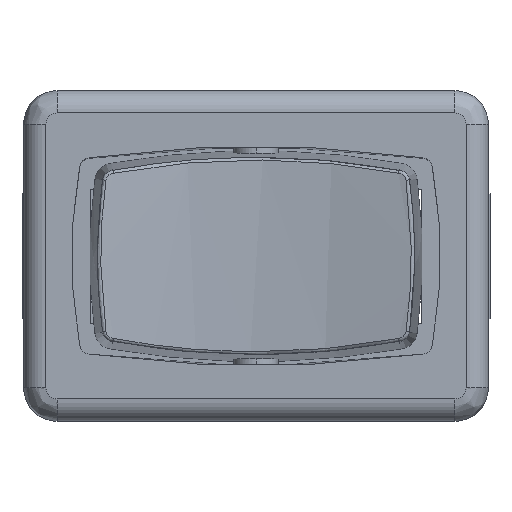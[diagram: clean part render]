
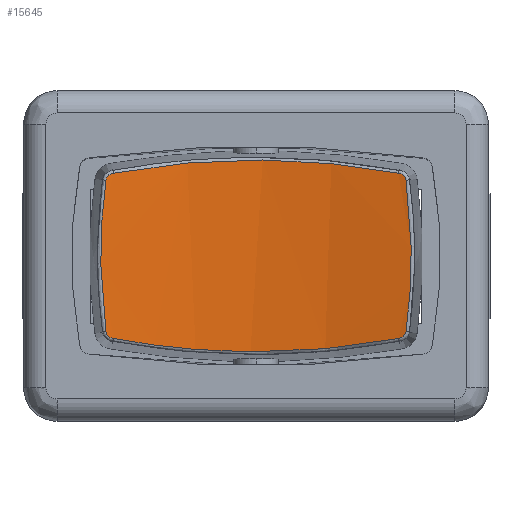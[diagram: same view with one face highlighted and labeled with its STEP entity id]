
A CAD part, top view. The second image highlights one B-rep face of the part: STEP entity #15645.
In plain terms, the highlighted cylindrical face has radius 25.996 mm (diameter 51.992 mm), a partial arc.
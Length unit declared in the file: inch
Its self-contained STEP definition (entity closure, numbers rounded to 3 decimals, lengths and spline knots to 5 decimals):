
#1011=FACE_OUTER_BOUND('',#1893,.T.);
#1893=EDGE_LOOP('',(#11088,#11089,#11090,#11091,#11092,#11093,#11094,#11095));
#2910=B_SPLINE_CURVE_WITH_KNOTS('',3,(#20716,#20717,#20718,#20719,#20720,
#20721,#20722,#20723,#20724,#20725),.UNSPECIFIED.,.F.,.F.,(4,3,3,4),(0.,
0.24966,0.49931,0.67668),.UNSPECIFIED.);
#2912=B_SPLINE_CURVE_WITH_KNOTS('',3,(#20773,#20774,#20775,#20776,#20777),
 .UNSPECIFIED.,.F.,.F.,(4,1,4),(-0.28373,-0.258,-0.23228),
 .UNSPECIFIED.);
#2914=B_SPLINE_CURVE_WITH_KNOTS('',3,(#20809,#20810,#20811,#20812,#20813),
 .UNSPECIFIED.,.F.,.F.,(4,1,4),(0.09322,0.64981,1.39192),
 .UNSPECIFIED.);
#2917=B_SPLINE_CURVE_WITH_KNOTS('',3,(#20871,#20872,#20873,#20874,#20875),
 .UNSPECIFIED.,.F.,.F.,(4,1,4),(0.09322,0.83534,1.39192),
 .UNSPECIFIED.);
#2921=B_SPLINE_CURVE_WITH_KNOTS('',3,(#20969,#20970,#20971,#20972,#20973),
 .UNSPECIFIED.,.F.,.F.,(4,1,4),(-0.28373,-0.258,-0.23228),
 .UNSPECIFIED.);
#2923=B_SPLINE_CURVE_WITH_KNOTS('',3,(#21005,#21006,#21007,#21008,#21009,
#21010,#21011,#21012,#21013,#21014),.UNSPECIFIED.,.F.,.F.,(4,3,3,4),(0.,
0.24966,0.49931,0.67668),.UNSPECIFIED.);
#2925=B_SPLINE_CURVE_WITH_KNOTS('',3,(#21045,#21046,#21047,#21048,#21049),
 .UNSPECIFIED.,.F.,.F.,(4,1,4),(0.,0.02573,0.05145),
 .UNSPECIFIED.);
#2927=B_SPLINE_CURVE_WITH_KNOTS('',3,(#21080,#21081,#21082,#21083,#21084),
 .UNSPECIFIED.,.F.,.F.,(4,1,4),(-0.23228,-0.20655,-0.18083),
 .UNSPECIFIED.);
#6915=VERTEX_POINT('',#20709);
#6918=VERTEX_POINT('',#20714);
#6920=VERTEX_POINT('',#20752);
#6921=VERTEX_POINT('',#20808);
#6925=VERTEX_POINT('',#20869);
#6926=VERTEX_POINT('',#20870);
#6931=VERTEX_POINT('',#20968);
#6933=VERTEX_POINT('',#21001);
#8547=EDGE_CURVE('',#6918,#6915,#2910,.T.);
#8549=EDGE_CURVE('',#6920,#6918,#2912,.T.);
#8551=EDGE_CURVE('',#6921,#6920,#2914,.T.);
#8556=EDGE_CURVE('',#6925,#6926,#2917,.T.);
#8562=EDGE_CURVE('',#6926,#6931,#2921,.T.);
#8567=EDGE_CURVE('',#6931,#6933,#2923,.T.);
#8569=EDGE_CURVE('',#6933,#6921,#2925,.T.);
#8571=EDGE_CURVE('',#6915,#6925,#2927,.T.);
#11088=ORIENTED_EDGE('',*,*,#8556,.F.);
#11089=ORIENTED_EDGE('',*,*,#8571,.F.);
#11090=ORIENTED_EDGE('',*,*,#8547,.F.);
#11091=ORIENTED_EDGE('',*,*,#8549,.F.);
#11092=ORIENTED_EDGE('',*,*,#8551,.F.);
#11093=ORIENTED_EDGE('',*,*,#8569,.F.);
#11094=ORIENTED_EDGE('',*,*,#8567,.F.);
#11095=ORIENTED_EDGE('',*,*,#8562,.F.);
#15535=CYLINDRICAL_SURFACE('',#16584,1.02347);
#15645=ADVANCED_FACE('',(#1011),#15535,.F.);
#16584=AXIS2_PLACEMENT_3D('',#21124,#17526,#17527);
#17526=DIRECTION('center_axis',(0.,-1.,0.));
#17527=DIRECTION('ref_axis',(-0.275,0.,0.962));
#20709=CARTESIAN_POINT('',(0.26437,-0.1332,0.71388));
#20714=CARTESIAN_POINT('',(0.26437,0.1332,0.71388));
#20716=CARTESIAN_POINT('Ctrl Pts',(0.26437,0.1332,
0.71388));
#20717=CARTESIAN_POINT('Ctrl Pts',(0.26888,0.10078,0.71509));
#20718=CARTESIAN_POINT('Ctrl Pts',(0.27172,0.06798,
0.71588));
#20719=CARTESIAN_POINT('Ctrl Pts',(0.2729,0.03508,
0.7162));
#20720=CARTESIAN_POINT('Ctrl Pts',(0.27408,0.00219,
0.71653));
#20721=CARTESIAN_POINT('Ctrl Pts',(0.2736,-0.03081,
0.71639));
#20722=CARTESIAN_POINT('Ctrl Pts',(0.27146,-0.06363,
0.7158));
#20723=CARTESIAN_POINT('Ctrl Pts',(0.26994,-0.08694,
0.71539));
#20724=CARTESIAN_POINT('Ctrl Pts',(0.26758,-0.11017,
0.71474));
#20725=CARTESIAN_POINT('Ctrl Pts',(0.26437,-0.1332,
0.71388));
#20752=CARTESIAN_POINT('',(0.25079,0.1456,0.71035));
#20773=CARTESIAN_POINT('Ctrl Pts',(0.25079,0.1456,
0.71035));
#20774=CARTESIAN_POINT('Ctrl Pts',(0.25405,0.14546,
0.71117));
#20775=CARTESIAN_POINT('Ctrl Pts',(0.26049,0.14287,0.71284));
#20776=CARTESIAN_POINT('Ctrl Pts',(0.26391,0.13655,
0.71376));
#20777=CARTESIAN_POINT('Ctrl Pts',(0.26437,0.1332,
0.71388));
#20808=CARTESIAN_POINT('',(-0.25079,0.1456,0.71035));
#20809=CARTESIAN_POINT('Ctrl Pts',(-0.25079,0.1456,
0.71035));
#20810=CARTESIAN_POINT('Ctrl Pts',(-0.18137,0.15871,
0.69281));
#20811=CARTESIAN_POINT('Ctrl Pts',(-0.01267,0.17724,
0.66841));
#20812=CARTESIAN_POINT('Ctrl Pts',(0.15824,0.16308,0.68696));
#20813=CARTESIAN_POINT('Ctrl Pts',(0.25079,0.1456,0.71035));
#20869=CARTESIAN_POINT('',(0.25079,-0.1456,0.71035));
#20870=CARTESIAN_POINT('',(-0.25079,-0.1456,0.71035));
#20871=CARTESIAN_POINT('Ctrl Pts',(0.25079,-0.1456,
0.71035));
#20872=CARTESIAN_POINT('Ctrl Pts',(0.15824,-0.16308,
0.68696));
#20873=CARTESIAN_POINT('Ctrl Pts',(-0.01267,-0.17724,
0.66841));
#20874=CARTESIAN_POINT('Ctrl Pts',(-0.18137,-0.15871,
0.69281));
#20875=CARTESIAN_POINT('Ctrl Pts',(-0.25079,-0.1456,
0.71035));
#20968=CARTESIAN_POINT('',(-0.26437,-0.1332,0.71388));
#20969=CARTESIAN_POINT('Ctrl Pts',(-0.25079,-0.1456,
0.71035));
#20970=CARTESIAN_POINT('Ctrl Pts',(-0.25405,-0.14546,
0.71117));
#20971=CARTESIAN_POINT('Ctrl Pts',(-0.26049,-0.14287,
0.71284));
#20972=CARTESIAN_POINT('Ctrl Pts',(-0.26391,-0.13655,
0.71376));
#20973=CARTESIAN_POINT('Ctrl Pts',(-0.26437,-0.1332,
0.71388));
#21001=CARTESIAN_POINT('',(-0.26437,0.1332,0.71388));
#21005=CARTESIAN_POINT('Ctrl Pts',(-0.26437,-0.1332,
0.71388));
#21006=CARTESIAN_POINT('Ctrl Pts',(-0.26888,-0.10078,
0.71509));
#21007=CARTESIAN_POINT('Ctrl Pts',(-0.27172,-0.06798,
0.71588));
#21008=CARTESIAN_POINT('Ctrl Pts',(-0.2729,-0.03508,
0.7162));
#21009=CARTESIAN_POINT('Ctrl Pts',(-0.27408,-0.00219,
0.71653));
#21010=CARTESIAN_POINT('Ctrl Pts',(-0.2736,0.03081,
0.71639));
#21011=CARTESIAN_POINT('Ctrl Pts',(-0.27146,0.06363,
0.7158));
#21012=CARTESIAN_POINT('Ctrl Pts',(-0.26994,0.08694,
0.71539));
#21013=CARTESIAN_POINT('Ctrl Pts',(-0.26758,0.11017,
0.71474));
#21014=CARTESIAN_POINT('Ctrl Pts',(-0.26437,0.1332,
0.71388));
#21045=CARTESIAN_POINT('Ctrl Pts',(-0.26437,0.1332,
0.71388));
#21046=CARTESIAN_POINT('Ctrl Pts',(-0.26391,0.13655,
0.71376));
#21047=CARTESIAN_POINT('Ctrl Pts',(-0.26049,0.14287,
0.71284));
#21048=CARTESIAN_POINT('Ctrl Pts',(-0.25405,0.14546,
0.71117));
#21049=CARTESIAN_POINT('Ctrl Pts',(-0.25079,0.1456,
0.71035));
#21080=CARTESIAN_POINT('Ctrl Pts',(0.26437,-0.1332,
0.71388));
#21081=CARTESIAN_POINT('Ctrl Pts',(0.26391,-0.13655,
0.71376));
#21082=CARTESIAN_POINT('Ctrl Pts',(0.26049,-0.14287,
0.71284));
#21083=CARTESIAN_POINT('Ctrl Pts',(0.25405,-0.14546,
0.71117));
#21084=CARTESIAN_POINT('Ctrl Pts',(0.25079,-0.1456,
0.71035));
#21124=CARTESIAN_POINT('Origin',(0.,0.18596,1.70262));
